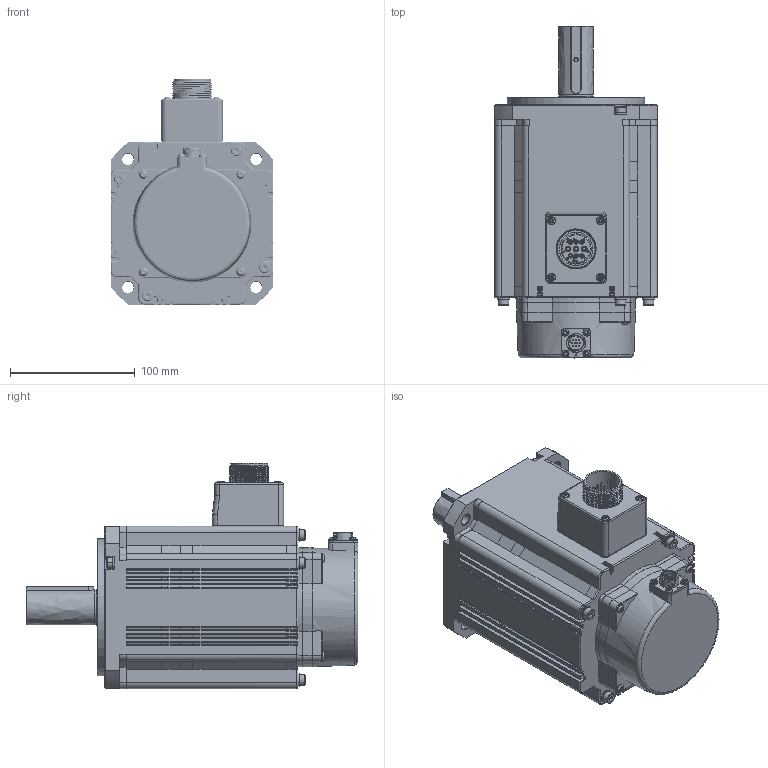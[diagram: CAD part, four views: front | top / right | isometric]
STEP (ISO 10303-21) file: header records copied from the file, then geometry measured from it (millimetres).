
FILE_DESCRIPTION( ('This file contains a STEP AP42 implementation' ,'as created by ZW3D STEP Interface translator.') ,'2;1' );
FILE_NAME( 'X6MA300R-N2LD.stp' ,'22 331.11 455', (''), ('ZWCAD Software Co.'), 'Version 1.0', 'ZW3D to STEP translator', '' );
FILE_SCHEMA(('AUTOMOTIVE_DESIGN'));
Length unit declared in the file: millimetre
Products named in the file (2): 0; 錨璃003
Bounding box: 130 x 265.5 x 180.1 mm (x, y, z)
Volume: 2829928.3 mm3; surface area: 171829 mm2
Topology: 1 solids, 1 shells, 3274 faces, 9334 edges, 5941 vertices
Faces by surface type: bspline 3274
Entity records: 154508 total; most frequent: CARTESIAN_POINT 98834, ORIENTED_EDGE 18548, EDGE_CURVE 9262, B_SPLINE_CURVE_WITH_KNOTS 7186, VERTEX_POINT 5939, EDGE_LOOP 3421, FACE_OUTER_BOUND 3273, ADVANCED_FACE 3273
